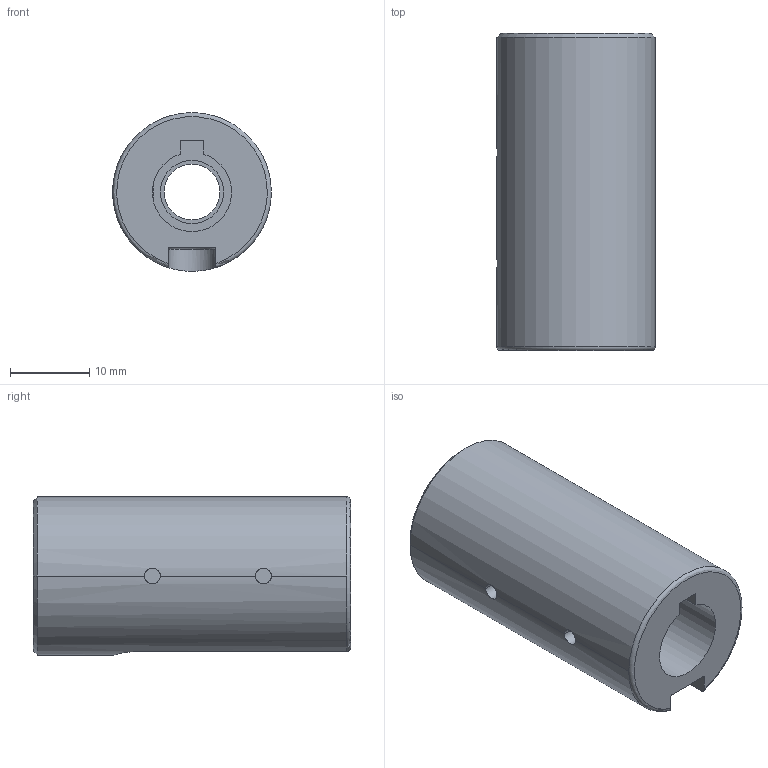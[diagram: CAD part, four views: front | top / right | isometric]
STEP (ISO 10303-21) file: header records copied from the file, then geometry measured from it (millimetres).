
FILE_DESCRIPTION((''),'2;1');
FILE_NAME('OBMP-TCU-1190','2023-10-09T17:11:33',('ccha425'),('Department of Mechanical Engineering, The University of Auckland'),'CREO PARAMETRIC BY PTC INC, 2017260','CREO PARAMETRIC BY PTC INC, 2017260','');
FILE_SCHEMA(('CONFIG_CONTROL_DESIGN'));
Length unit declared in the file: millimetre
Products named in the file (1): OBMP-TCU-1190
Bounding box: 20 x 40 x 20 mm (x, y, z)
Volume: 9139.9 mm3; surface area: 4818.7 mm2
Topology: 1 solids, 4 shells, 34 faces, 84 edges, 54 vertices
Faces by surface type: cylinder 18, plane 12, cone 2, torus 2
Entity records: 1213 total; most frequent: CARTESIAN_POINT 356, DIRECTION 169, ORIENTED_EDGE 160, EDGE_CURVE 84, AXIS2_PLACEMENT_3D 65, VERTEX_POINT 54, EDGE_LOOP 40, VECTOR 39
